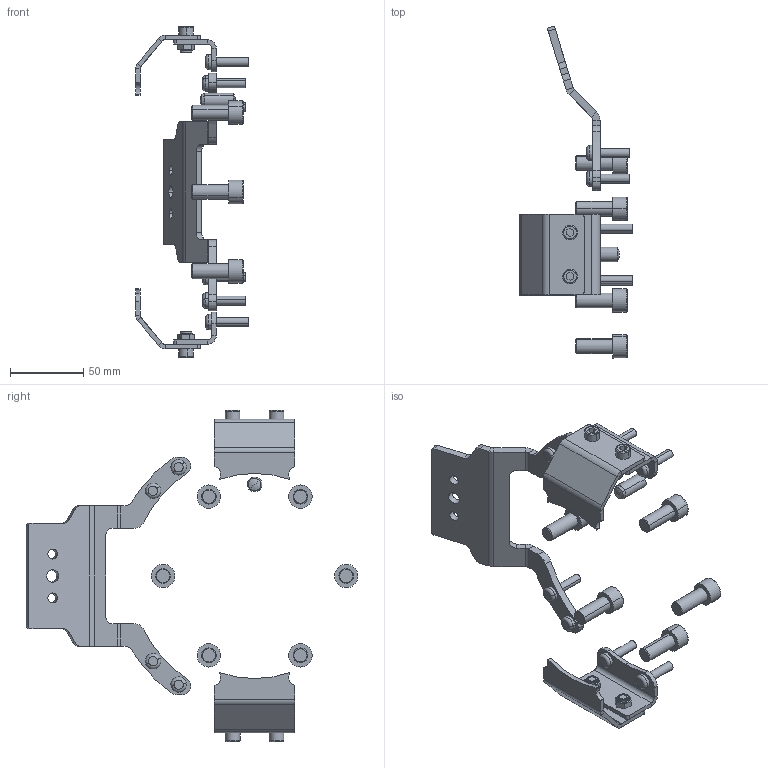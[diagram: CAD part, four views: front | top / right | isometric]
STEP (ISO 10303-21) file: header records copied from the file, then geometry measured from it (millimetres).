
FILE_DESCRIPTION (( 'STEP AP214' ), '1' );
FILE_NAME ('P5416.STEP', '2022-03-18T09:48:49', ( '' ), ( '' ), 'SwSTEP 2.0', 'SolidWorks 2019', '' );
FILE_SCHEMA (( 'AUTOMOTIVE_DESIGN' ));
Length unit declared in the file: millimetre
Products named in the file (1): P5416
Bounding box: 76.95 x 226.52 x 226 mm (x, y, z)
Volume: 105513.5 mm3; surface area: 66364.7 mm2
Topology: 28 solids, 28 shells, 810 faces, 1892 edges, 1204 vertices
Faces by surface type: plane 338, cylinder 210, bspline 160, torus 68, cone 30, sphere 4
Entity records: 40889 total; most frequent: CARTESIAN_POINT 13667, ORIENTED_EDGE 3784, DIRECTION 3464, EDGE_CURVE 1892, AXIS2_PLACEMENT_3D 1241, VERTEX_POINT 1204, VECTOR 982, LINE 982
